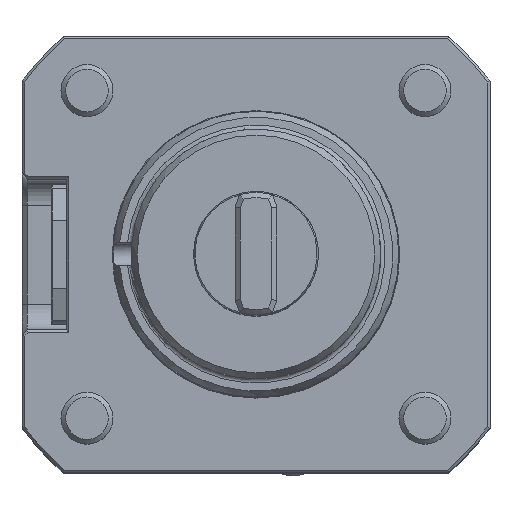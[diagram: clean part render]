
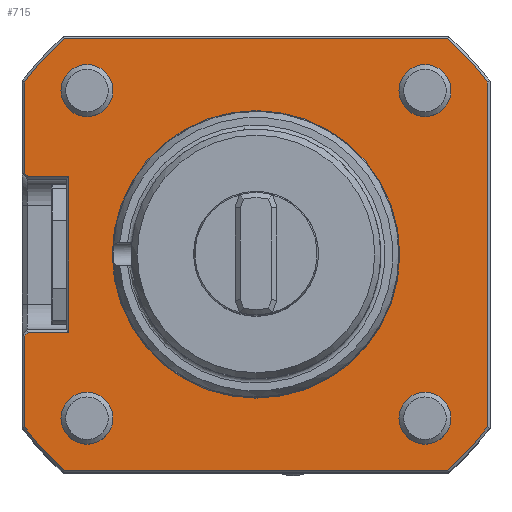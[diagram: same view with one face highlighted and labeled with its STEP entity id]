
A CAD part, top view. The second image highlights one B-rep face of the part: STEP entity #715.
In plain terms, the highlighted planar face has unit normal (0, 0, 1).
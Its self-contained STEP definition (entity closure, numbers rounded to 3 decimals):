
#190=LINE('',#4610,#322);
#191=LINE('',#4619,#323);
#192=LINE('',#4633,#324);
#194=LINE('',#4637,#326);
#196=LINE('',#4641,#328);
#198=LINE('',#4645,#330);
#201=LINE('',#4651,#333);
#203=LINE('',#4655,#335);
#204=LINE('',#4662,#336);
#205=LINE('',#4676,#337);
#322=VECTOR('',#3257,1.);
#323=VECTOR('',#3264,1.);
#324=VECTOR('',#3271,1.);
#326=VECTOR('',#3275,1.);
#328=VECTOR('',#3279,1.);
#330=VECTOR('',#3283,1.);
#333=VECTOR('',#3288,1.);
#335=VECTOR('',#3292,1.);
#336=VECTOR('',#3295,1.);
#337=VECTOR('',#3302,1.);
#463=FACE_BOUND('',#1106,.T.);
#464=FACE_BOUND('',#1107,.T.);
#465=FACE_BOUND('',#1108,.T.);
#466=FACE_BOUND('',#1109,.T.);
#467=FACE_BOUND('',#1110,.T.);
#468=FACE_BOUND('',#1111,.T.);
#715=ADVANCED_FACE('',(#463,#464,#465,#466,#467,#468),#799,.T.);
#799=PLANE('',#2683);
#1106=EDGE_LOOP('',(#1731));
#1107=EDGE_LOOP('',(#1732));
#1108=EDGE_LOOP('',(#1733));
#1109=EDGE_LOOP('',(#1734));
#1110=EDGE_LOOP('',(#1735));
#1111=EDGE_LOOP('',(#1736,#1737,#1738,#1739,#1740,#1741,#1742,#1743,#1744,
#1745,#1746,#1747,#1748,#1749));
#1731=ORIENTED_EDGE('',*,*,#2067,.T.);
#1732=ORIENTED_EDGE('',*,*,#2295,.T.);
#1733=ORIENTED_EDGE('',*,*,#2294,.T.);
#1734=ORIENTED_EDGE('',*,*,#2293,.T.);
#1735=ORIENTED_EDGE('',*,*,#2292,.T.);
#1736=ORIENTED_EDGE('',*,*,#2291,.T.);
#1737=ORIENTED_EDGE('',*,*,#2290,.T.);
#1738=ORIENTED_EDGE('',*,*,#2288,.T.);
#1739=ORIENTED_EDGE('',*,*,#2286,.T.);
#1740=ORIENTED_EDGE('',*,*,#2284,.T.);
#1741=ORIENTED_EDGE('',*,*,#2282,.T.);
#1742=ORIENTED_EDGE('',*,*,#2279,.T.);
#1743=ORIENTED_EDGE('',*,*,#2277,.T.);
#1744=ORIENTED_EDGE('',*,*,#2275,.T.);
#1745=ORIENTED_EDGE('',*,*,#2273,.T.);
#1746=ORIENTED_EDGE('',*,*,#2271,.T.);
#1747=ORIENTED_EDGE('',*,*,#2269,.T.);
#1748=ORIENTED_EDGE('',*,*,#2268,.T.);
#1749=ORIENTED_EDGE('',*,*,#2266,.T.);
#1826=VERTEX_POINT('',#3860);
#1959=VERTEX_POINT('',#4604);
#1960=VERTEX_POINT('',#4609);
#1961=VERTEX_POINT('',#4616);
#1962=VERTEX_POINT('',#4620);
#1963=VERTEX_POINT('',#4627);
#1964=VERTEX_POINT('',#4634);
#1965=VERTEX_POINT('',#4638);
#1966=VERTEX_POINT('',#4642);
#1967=VERTEX_POINT('',#4646);
#1968=VERTEX_POINT('',#4650);
#1969=VERTEX_POINT('',#4654);
#1970=VERTEX_POINT('',#4661);
#1971=VERTEX_POINT('',#4668);
#1972=VERTEX_POINT('',#4675);
#1973=VERTEX_POINT('',#4681);
#1974=VERTEX_POINT('',#4684);
#1975=VERTEX_POINT('',#4687);
#1976=VERTEX_POINT('',#4690);
#2067=EDGE_CURVE('',#1826,#1826,#2332,.T.);
#2266=EDGE_CURVE('',#1959,#1960,#190,.T.);
#2268=EDGE_CURVE('',#1961,#1959,#2392,.T.);
#2269=EDGE_CURVE('',#1962,#1961,#191,.T.);
#2271=EDGE_CURVE('',#1963,#1962,#2393,.T.);
#2273=EDGE_CURVE('',#1964,#1963,#192,.T.);
#2275=EDGE_CURVE('',#1965,#1964,#194,.T.);
#2277=EDGE_CURVE('',#1966,#1965,#196,.T.);
#2279=EDGE_CURVE('',#1967,#1966,#198,.T.);
#2282=EDGE_CURVE('',#1968,#1967,#201,.T.);
#2284=EDGE_CURVE('',#1969,#1968,#203,.T.);
#2286=EDGE_CURVE('',#1970,#1969,#204,.T.);
#2288=EDGE_CURVE('',#1971,#1970,#2394,.T.);
#2290=EDGE_CURVE('',#1972,#1971,#205,.T.);
#2291=EDGE_CURVE('',#1960,#1972,#2395,.T.);
#2292=EDGE_CURVE('',#1973,#1973,#2396,.T.);
#2293=EDGE_CURVE('',#1974,#1974,#2397,.T.);
#2294=EDGE_CURVE('',#1975,#1975,#2398,.T.);
#2295=EDGE_CURVE('',#1976,#1976,#2399,.T.);
#2332=CIRCLE('',#2513,27.5);
#2392=CIRCLE('',#2658,55.5);
#2393=CIRCLE('',#2661,55.5);
#2394=CIRCLE('',#2670,55.5);
#2395=CIRCLE('',#2673,55.5);
#2396=CIRCLE('',#2675,5.);
#2397=CIRCLE('',#2677,5.);
#2398=CIRCLE('',#2679,5.);
#2399=CIRCLE('',#2681,5.);
#2513=AXIS2_PLACEMENT_3D('',#3859,#2889,#2890);
#2658=AXIS2_PLACEMENT_3D('',#4617,#3260,#3261);
#2661=AXIS2_PLACEMENT_3D('',#4626,#3267,#3268);
#2670=AXIS2_PLACEMENT_3D('',#4669,#3298,#3299);
#2673=AXIS2_PLACEMENT_3D('',#4678,#3305,#3306);
#2675=AXIS2_PLACEMENT_3D('',#4680,#3309,#3310);
#2677=AXIS2_PLACEMENT_3D('',#4683,#3313,#3314);
#2679=AXIS2_PLACEMENT_3D('',#4686,#3317,#3318);
#2681=AXIS2_PLACEMENT_3D('',#4689,#3321,#3322);
#2683=AXIS2_PLACEMENT_3D('',#4692,#3325,#3326);
#2889=DIRECTION('',(0.,0.,-1.));
#2890=DIRECTION('',(-1.,0.,0.));
#3257=DIRECTION('',(0.,1.,0.));
#3260=DIRECTION('',(0.,0.,1.));
#3261=DIRECTION('',(0.,1.,0.));
#3264=DIRECTION('',(1.,0.,0.));
#3267=DIRECTION('',(0.,0.,1.));
#3268=DIRECTION('',(0.,1.,0.));
#3271=DIRECTION('',(0.,-1.,0.));
#3275=DIRECTION('',(-0.707,-0.707,0.));
#3279=DIRECTION('',(-1.,0.,0.));
#3283=DIRECTION('',(0.,-1.,0.));
#3288=DIRECTION('',(1.,0.,0.));
#3292=DIRECTION('',(0.707,-0.707,0.));
#3295=DIRECTION('',(0.,-1.,0.));
#3298=DIRECTION('',(0.,0.,1.));
#3299=DIRECTION('',(0.,1.,0.));
#3302=DIRECTION('',(-1.,0.,0.));
#3305=DIRECTION('',(0.,0.,1.));
#3306=DIRECTION('',(0.,1.,0.));
#3309=DIRECTION('',(0.,0.,-1.));
#3310=DIRECTION('',(0.,-1.,0.));
#3313=DIRECTION('',(0.,0.,-1.));
#3314=DIRECTION('',(0.,-1.,0.));
#3317=DIRECTION('',(0.,0.,-1.));
#3318=DIRECTION('',(0.,-1.,0.));
#3321=DIRECTION('',(0.,0.,-1.));
#3322=DIRECTION('',(0.,-1.,0.));
#3325=DIRECTION('',(0.,0.,1.));
#3326=DIRECTION('',(0.,-1.,0.));
#3859=CARTESIAN_POINT('',(0.,0.,0.));
#3860=CARTESIAN_POINT('',(-27.5,0.,0.));
#4604=CARTESIAN_POINT('',(44.5,-33.166,0.));
#4609=CARTESIAN_POINT('',(44.5,33.166,0.));
#4610=CARTESIAN_POINT('',(44.5,33.332,0.));
#4616=CARTESIAN_POINT('',(36.851,-41.5,0.));
#4617=CARTESIAN_POINT('',(0.,0.,0.));
#4619=CARTESIAN_POINT('',(37.041,-41.5,0.));
#4620=CARTESIAN_POINT('',(-36.851,-41.5,0.));
#4626=CARTESIAN_POINT('',(0.,0.,0.));
#4627=CARTESIAN_POINT('',(-44.5,-33.166,0.));
#4633=CARTESIAN_POINT('',(-44.5,-33.332,0.));
#4634=CARTESIAN_POINT('',(-44.5,-15.707,0.));
#4637=CARTESIAN_POINT('',(-42.396,-13.604,0.));
#4638=CARTESIAN_POINT('',(-43.793,-15.,0.));
#4641=CARTESIAN_POINT('',(0.,-15.,0.));
#4642=CARTESIAN_POINT('',(-36.,-15.,0.));
#4645=CARTESIAN_POINT('',(-36.,-56.,0.));
#4646=CARTESIAN_POINT('',(-36.,15.,0.));
#4650=CARTESIAN_POINT('',(-43.793,15.,0.));
#4651=CARTESIAN_POINT('',(0.,15.,0.));
#4654=CARTESIAN_POINT('',(-44.5,15.707,0.));
#4655=CARTESIAN_POINT('',(13.604,-42.396,0.));
#4661=CARTESIAN_POINT('',(-44.5,33.166,0.));
#4662=CARTESIAN_POINT('',(-44.5,15.5,0.));
#4668=CARTESIAN_POINT('',(-36.851,41.5,0.));
#4669=CARTESIAN_POINT('',(0.,0.,0.));
#4675=CARTESIAN_POINT('',(36.851,41.5,0.));
#4676=CARTESIAN_POINT('',(-37.041,41.5,0.));
#4678=CARTESIAN_POINT('',(0.,0.,0.));
#4680=CARTESIAN_POINT('',(32.5,31.5,0.));
#4681=CARTESIAN_POINT('',(32.5,26.5,0.));
#4683=CARTESIAN_POINT('',(-32.5,31.5,0.));
#4684=CARTESIAN_POINT('',(-32.5,26.5,0.));
#4686=CARTESIAN_POINT('',(-32.5,-31.5,0.));
#4687=CARTESIAN_POINT('',(-32.5,-36.5,0.));
#4689=CARTESIAN_POINT('',(32.5,-31.5,0.));
#4690=CARTESIAN_POINT('',(32.5,-36.5,0.));
#4692=CARTESIAN_POINT('',(0.,-56.,0.));
